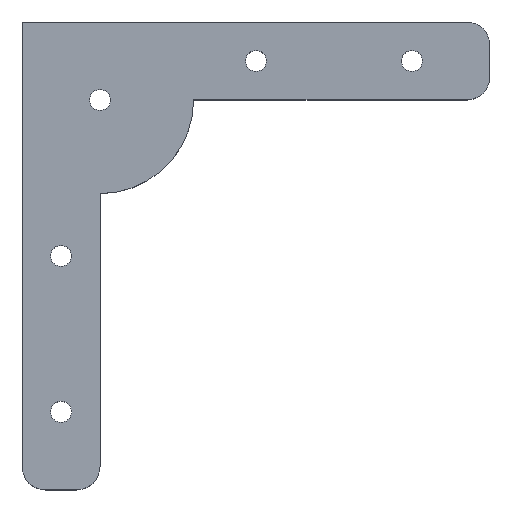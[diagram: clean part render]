
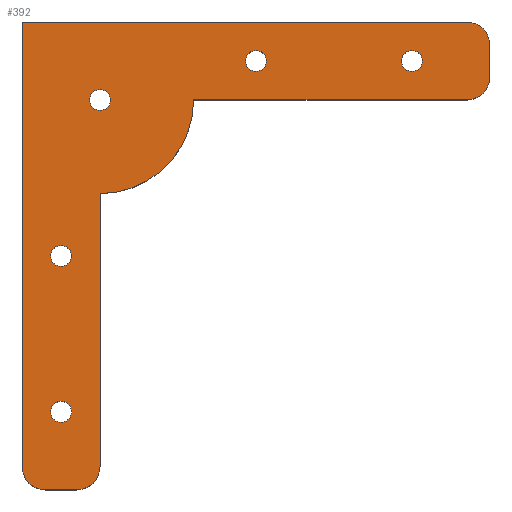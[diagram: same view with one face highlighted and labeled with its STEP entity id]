
A CAD part, top view. The second image highlights one B-rep face of the part: STEP entity #392.
In plain terms, the highlighted planar face has unit normal (0, 0, 1).
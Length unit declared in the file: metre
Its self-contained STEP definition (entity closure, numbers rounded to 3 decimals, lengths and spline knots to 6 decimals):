
#14=LINE('',#617,#37);
#18=LINE('',#626,#41);
#20=LINE('',#630,#43);
#24=LINE('',#639,#47);
#28=LINE('',#648,#51);
#32=LINE('',#657,#55);
#37=VECTOR('',#494,1.);
#41=VECTOR('',#500,1.);
#43=VECTOR('',#504,1.);
#47=VECTOR('',#510,1.);
#51=VECTOR('',#516,1.);
#55=VECTOR('',#522,1.);
#64=PLANE('',#435);
#99=ORIENTED_EDGE('',*,*,#171,.F.);
#100=ORIENTED_EDGE('',*,*,#169,.F.);
#101=ORIENTED_EDGE('',*,*,#196,.F.);
#102=ORIENTED_EDGE('',*,*,#197,.F.);
#103=ORIENTED_EDGE('',*,*,#167,.F.);
#104=ORIENTED_EDGE('',*,*,#175,.T.);
#105=ORIENTED_EDGE('',*,*,#198,.T.);
#106=ORIENTED_EDGE('',*,*,#189,.F.);
#107=ORIENTED_EDGE('',*,*,#199,.T.);
#108=ORIENTED_EDGE('',*,*,#193,.F.);
#109=ORIENTED_EDGE('',*,*,#179,.F.);
#110=ORIENTED_EDGE('',*,*,#200,.T.);
#111=ORIENTED_EDGE('',*,*,#181,.T.);
#112=ORIENTED_EDGE('',*,*,#201,.T.);
#113=ORIENTED_EDGE('',*,*,#185,.T.);
#114=ORIENTED_EDGE('',*,*,#202,.F.);
#167=EDGE_CURVE('',#216,#216,#254,.T.);
#169=EDGE_CURVE('',#218,#218,#256,.T.);
#171=EDGE_CURVE('',#220,#220,#258,.T.);
#175=EDGE_CURVE('',#225,#224,#14,.T.);
#179=EDGE_CURVE('',#228,#229,#18,.T.);
#181=EDGE_CURVE('',#230,#231,#20,.T.);
#185=EDGE_CURVE('',#234,#235,#24,.T.);
#189=EDGE_CURVE('',#238,#239,#28,.T.);
#193=EDGE_CURVE('',#229,#242,#32,.T.);
#196=EDGE_CURVE('',#244,#244,#260,.T.);
#197=EDGE_CURVE('',#245,#245,#261,.T.);
#198=EDGE_CURVE('',#224,#239,#262,.T.);
#199=EDGE_CURVE('',#238,#242,#263,.T.);
#200=EDGE_CURVE('',#228,#230,#264,.T.);
#201=EDGE_CURVE('',#231,#234,#265,.T.);
#202=EDGE_CURVE('',#225,#235,#266,.T.);
#216=VERTEX_POINT('',#598);
#218=VERTEX_POINT('',#603);
#220=VERTEX_POINT('',#608);
#224=VERTEX_POINT('',#616);
#225=VERTEX_POINT('',#618);
#228=VERTEX_POINT('',#625);
#229=VERTEX_POINT('',#627);
#230=VERTEX_POINT('',#631);
#231=VERTEX_POINT('',#632);
#234=VERTEX_POINT('',#640);
#235=VERTEX_POINT('',#641);
#238=VERTEX_POINT('',#649);
#239=VERTEX_POINT('',#650);
#242=VERTEX_POINT('',#658);
#244=VERTEX_POINT('',#664);
#245=VERTEX_POINT('',#666);
#254=CIRCLE('',#421,0.00135);
#256=CIRCLE('',#424,0.00135);
#258=CIRCLE('',#427,0.00135);
#260=CIRCLE('',#436,0.00135);
#261=CIRCLE('',#437,0.00135);
#262=CIRCLE('',#438,0.003);
#263=CIRCLE('',#439,0.003);
#264=CIRCLE('',#440,0.003);
#265=CIRCLE('',#441,0.003);
#266=CIRCLE('',#442,0.012);
#292=EDGE_LOOP('',(#99));
#293=EDGE_LOOP('',(#100));
#294=EDGE_LOOP('',(#101));
#295=EDGE_LOOP('',(#102));
#296=EDGE_LOOP('',(#103));
#297=EDGE_LOOP('',(#104,#105,#106,#107,#108,#109,#110,#111,#112,#113,#114));
#337=FACE_BOUND('',#292,.T.);
#338=FACE_BOUND('',#293,.T.);
#339=FACE_BOUND('',#294,.T.);
#340=FACE_BOUND('',#295,.T.);
#341=FACE_BOUND('',#296,.T.);
#342=FACE_BOUND('',#297,.T.);
#392=ADVANCED_FACE('',(#337,#338,#339,#340,#341,#342),#64,.T.);
#421=AXIS2_PLACEMENT_3D('',#597,#474,#475);
#424=AXIS2_PLACEMENT_3D('',#602,#480,#481);
#427=AXIS2_PLACEMENT_3D('',#607,#486,#487);
#435=AXIS2_PLACEMENT_3D('',#662,#525,#526);
#436=AXIS2_PLACEMENT_3D('',#663,#527,#528);
#437=AXIS2_PLACEMENT_3D('',#665,#529,#530);
#438=AXIS2_PLACEMENT_3D('',#667,#531,#532);
#439=AXIS2_PLACEMENT_3D('',#668,#533,#534);
#440=AXIS2_PLACEMENT_3D('',#669,#535,#536);
#441=AXIS2_PLACEMENT_3D('',#670,#537,#538);
#442=AXIS2_PLACEMENT_3D('',#671,#539,#540);
#474=DIRECTION('',(0.,0.,1.));
#475=DIRECTION('',(1.,0.,0.));
#480=DIRECTION('',(0.,0.,1.));
#481=DIRECTION('',(1.,0.,0.));
#486=DIRECTION('',(0.,0.,1.));
#487=DIRECTION('',(1.,0.,0.));
#494=DIRECTION('',(1.,0.,0.));
#500=DIRECTION('',(0.,1.,0.));
#504=DIRECTION('',(1.,0.,0.));
#510=DIRECTION('',(0.,1.,0.));
#516=DIRECTION('',(0.,-1.,0.));
#522=DIRECTION('',(1.,0.,0.));
#525=DIRECTION('',(0.,0.,1.));
#526=DIRECTION('',(1.,0.,0.));
#527=DIRECTION('',(0.,0.,1.));
#528=DIRECTION('',(1.,0.,0.));
#529=DIRECTION('',(0.,0.,1.));
#530=DIRECTION('',(1.,0.,0.));
#531=DIRECTION('',(0.,0.,1.));
#532=DIRECTION('',(1.,0.,0.));
#533=DIRECTION('',(0.,0.,1.));
#534=DIRECTION('',(1.,0.,0.));
#535=DIRECTION('',(0.,0.,1.));
#536=DIRECTION('',(1.,0.,0.));
#537=DIRECTION('',(0.,0.,1.));
#538=DIRECTION('',(1.,0.,0.));
#539=DIRECTION('',(0.,0.,-1.));
#540=DIRECTION('',(1.,0.,0.));
#597=CARTESIAN_POINT('',(0.005,0.02,0.01));
#598=CARTESIAN_POINT('',(0.00635,0.02,0.01));
#602=CARTESIAN_POINT('',(0.,-0.02,0.01));
#603=CARTESIAN_POINT('',(0.00135,-0.02,0.01));
#607=CARTESIAN_POINT('',(0.045,0.025,0.01));
#608=CARTESIAN_POINT('',(0.04635,0.025,0.01));
#616=CARTESIAN_POINT('',(0.052,0.02,0.01));
#617=CARTESIAN_POINT('',(0.03,0.02,0.01));
#618=CARTESIAN_POINT('',(0.017,0.02,0.01));
#625=CARTESIAN_POINT('',(-0.005,-0.027,0.01));
#626=CARTESIAN_POINT('',(-0.005,0.,0.01));
#627=CARTESIAN_POINT('',(-0.005,0.03,0.01));
#630=CARTESIAN_POINT('',(0.,-0.03,0.01));
#631=CARTESIAN_POINT('',(-0.002,-0.03,0.01));
#632=CARTESIAN_POINT('',(0.002,-0.03,0.01));
#639=CARTESIAN_POINT('',(0.005,-0.005,0.01));
#640=CARTESIAN_POINT('',(0.005,-0.027,0.01));
#641=CARTESIAN_POINT('',(0.005,0.008,0.01));
#648=CARTESIAN_POINT('',(0.055,0.025,0.01));
#649=CARTESIAN_POINT('',(0.055,0.027,0.01));
#650=CARTESIAN_POINT('',(0.055,0.023,0.01));
#657=CARTESIAN_POINT('',(0.025,0.03,0.01));
#658=CARTESIAN_POINT('',(0.052,0.03,0.01));
#662=CARTESIAN_POINT('',(0.025,0.,0.01));
#663=CARTESIAN_POINT('',(0.,0.,0.01));
#664=CARTESIAN_POINT('',(0.00135,0.,0.01));
#665=CARTESIAN_POINT('',(0.025,0.025,0.01));
#666=CARTESIAN_POINT('',(0.02635,0.025,0.01));
#667=CARTESIAN_POINT('',(0.052,0.023,0.01));
#668=CARTESIAN_POINT('',(0.052,0.027,0.01));
#669=CARTESIAN_POINT('',(-0.002,-0.027,0.01));
#670=CARTESIAN_POINT('',(0.002,-0.027,0.01));
#671=CARTESIAN_POINT('',(0.005,0.02,0.01));
